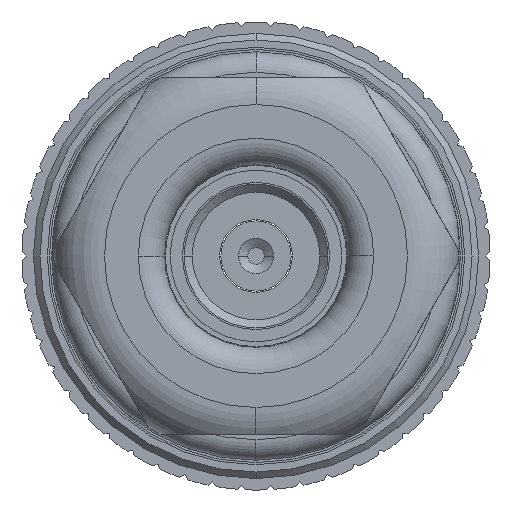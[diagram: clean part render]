
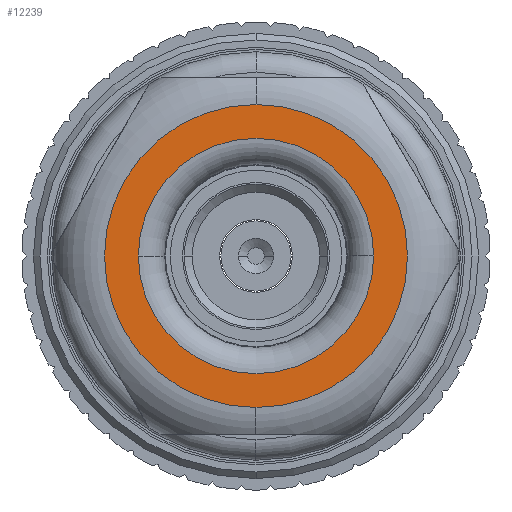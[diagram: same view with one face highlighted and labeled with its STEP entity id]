
A CAD part, left-side view. The second image highlights one B-rep face of the part: STEP entity #12239.
In plain terms, the highlighted planar face has unit normal (-1, 0, 0).
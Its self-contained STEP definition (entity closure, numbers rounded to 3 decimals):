
#10964=CARTESIAN_POINT('',(-16.588,0.,0.));
#10965=DIRECTION('',(-1.,0.,0.));
#10966=DIRECTION('',(0.,0.,1.));
#10967=AXIS2_PLACEMENT_3D('',#10964,#10965,#10966);
#12026=CARTESIAN_POINT('',(-16.588,0.,0.));
#12027=DIRECTION('',(-1.,0.,0.));
#12028=DIRECTION('',(0.,0.,-1.));
#12029=AXIS2_PLACEMENT_3D('',#12026,#12027,#12028);
#12055=CARTESIAN_POINT('',(-16.588,0.,0.));
#12056=DIRECTION('',(1.,0.,0.));
#12057=DIRECTION('',(0.,1.,0.));
#12058=AXIS2_PLACEMENT_3D('',#12055,#12056,#12057);
#12070=CARTESIAN_POINT('',(-16.588,0.,0.));
#12071=DIRECTION('',(1.,0.,0.));
#12072=DIRECTION('',(0.,-1.,0.));
#12073=AXIS2_PLACEMENT_3D('',#12070,#12071,#12072);
#12152=CARTESIAN_POINT('',(-16.588,0.,4.712));
#12153=CARTESIAN_POINT('',(-16.588,0.,-4.712));
#12154=VERTEX_POINT('',#12152);
#12155=VERTEX_POINT('',#12153);
#12214=CARTESIAN_POINT('',(-16.588,3.658,0.));
#12215=CARTESIAN_POINT('',(-16.588,-3.658,0.));
#12216=VERTEX_POINT('',#12214);
#12217=VERTEX_POINT('',#12215);
#12222=CARTESIAN_POINT('',(-16.588,0.,0.));
#12223=DIRECTION('',(-1.,0.,0.));
#12224=DIRECTION('',(0.,0.,-1.));
#12225=AXIS2_PLACEMENT_3D('',#12222,#12223,#12224);
#12226=PLANE('',#12225);
#12228=ORIENTED_EDGE('',*,*,#12227,.F.);
#12230=ORIENTED_EDGE('',*,*,#12229,.F.);
#12231=EDGE_LOOP('',(#12228,#12230));
#12232=FACE_OUTER_BOUND('',#12231,.F.);
#12234=ORIENTED_EDGE('',*,*,#12233,.F.);
#12236=ORIENTED_EDGE('',*,*,#12235,.F.);
#12237=EDGE_LOOP('',(#12234,#12236));
#12238=FACE_BOUND('',#12237,.F.);
#10968=CIRCLE('',#10967,4.712);
#12030=CIRCLE('',#12029,4.712);
#12059=CIRCLE('',#12058,3.658);
#12074=CIRCLE('',#12073,3.658);
#12227=EDGE_CURVE('',#12154,#12155,#10968,.T.);
#12229=EDGE_CURVE('',#12155,#12154,#12030,.T.);
#12233=EDGE_CURVE('',#12216,#12217,#12059,.T.);
#12235=EDGE_CURVE('',#12217,#12216,#12074,.T.);
#12239=ADVANCED_FACE('',(#12232,#12238),#12226,.T.);
